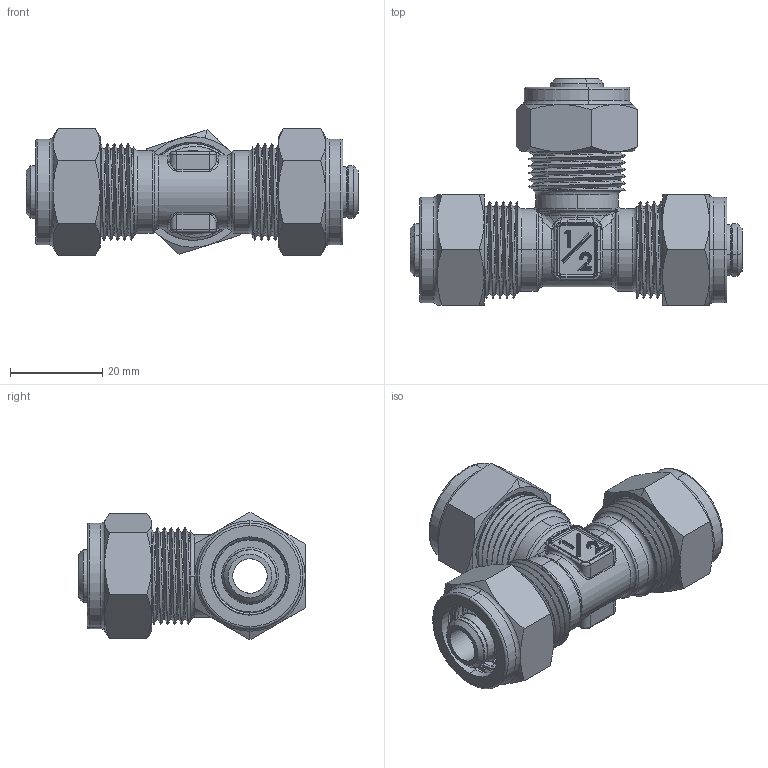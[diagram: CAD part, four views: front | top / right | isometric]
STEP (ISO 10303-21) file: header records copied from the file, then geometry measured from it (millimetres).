
FILE_DESCRIPTION (( 'STEP AP203' ), '1' );
FILE_NAME ('push fit tee.STEP', '2014-04-14T15:07:39', ( '' ), ( '' ), 'SwSTEP 2.0', 'SolidWorks 2013', '' );
FILE_SCHEMA (( 'CONFIG_CONTROL_DESIGN' ));
Length unit declared in the file: millimetre
Products named in the file (8): push fit tee; torique 10; ecrou; corps; torique 14; bague fondue; douille; ensemble douille
Assembly tree (14 placements, depth 3):
  push fit tee
    corps
    ensemble douille  x3
      douille
      torique 10
      torique 14
    ecrou  x3
    bague fondue  x3
Bounding box: 72.15 x 49.21 x 27.71 mm (x, y, z)
Volume: 18575.2 mm3; surface area: 27764.5 mm2
Topology: 19 solids, 19 shells, 892 faces, 2066 edges, 1217 vertices
Faces by surface type: cylinder 313, torus 234, plane 139, bspline 104, cone 102
Entity records: 26003 total; most frequent: CARTESIAN_POINT 13759, ORIENTED_EDGE 2496, DIRECTION 2268, EDGE_CURVE 1248, AXIS2_PLACEMENT_3D 968, VERTEX_POINT 737, EDGE_LOOP 553, ADVANCED_FACE 532
